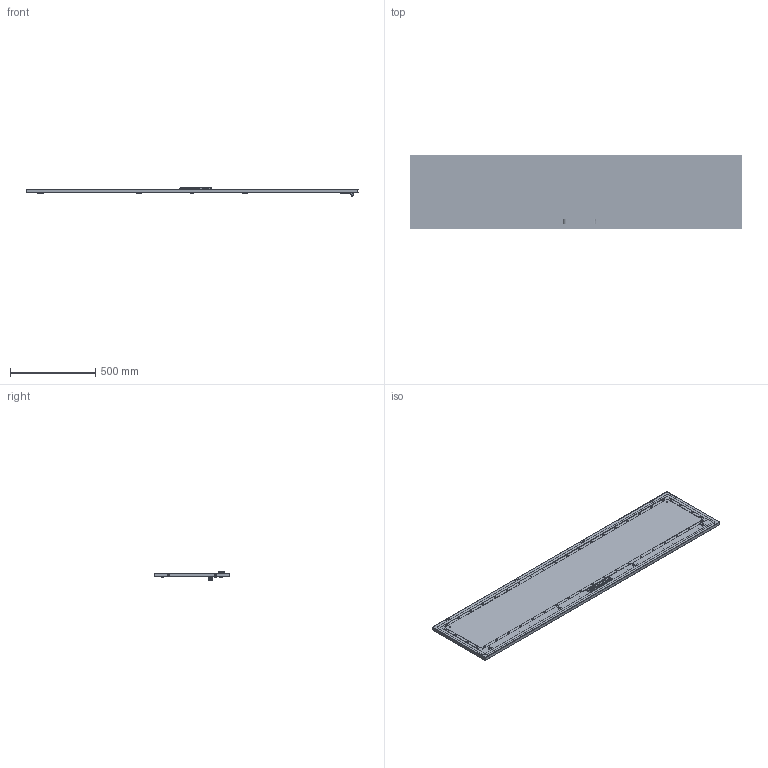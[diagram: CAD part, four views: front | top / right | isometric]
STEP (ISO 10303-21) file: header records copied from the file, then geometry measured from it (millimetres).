
FILE_DESCRIPTION (( 'STEP AP203' ), '1' );
FILE_NAME ('2000x500.step', '2011-02-16T12:08:13', ( 'User' ), ( 'DKC' ), 'SwSTEP 2.0', 'SolidWorks 2010', '' );
FILE_SCHEMA (( 'CONFIG_CONTROL_DESIGN' ));
Products named in the file (33): RAMBLOCK montata modificated_Default; Sviluppo porta laterale_2000x500; sealant for sviluppo porta laterale_2000x500; Montante verticale + Traversa orizzontale interno porta_Montante verticale 2000; AC00C400 Quadro IP55 Guida aste_Default; 2000x500; maniglia RAM BLOCK modificated_AC00C505; ASTINA Superiore_2000; linguetta_AC00C387; distanziale di gomma per RAM BLOCK_Default; hinge AC00C170_Default; Sealing ring; inserto chiave per maniglia RAM BLOCK_AC00C389; Ingranaggio per cariglione modificated_AC00C388; ASTINA Inferiore_2000; basetta esterna_AC00C506; AC00C183_Default; Nut M6_Hexagon Nut ISO - 4034 - M6 - S; Hex Flange Bolt M6x10_ISO 4162 - M6 x 12 x 12-S; AC00C254_Default; end-cap_AC00C061; Çåðêàëüíî îòðàçèòüterminator for door.SLDPRT; Çåðêàëüíî îòðàçèòüterminator for door.SLDPRT1; Çåðêàëüíî îòðàçèòüribattino AC00C377; ribattino AC00C377; boccola AC00C378; Çåðêàëüíî îòðàçèòüboccola AC00C378; terminator for door.SLDPRT; land; Sostegno autoallineante per porta AC00C446; Wood screw 4.2x13_Tapping screw DIN 7049-ST4.2x13-F-H-S; Traversa orizzontale interno porta laterale_500; AC00C184 dado telaio interno porta_Default
Assembly tree (74 placements, depth 3):
  2000x500
    Sostegno autoallineante per porta AC00C446
    Traversa orizzontale interno porta laterale_500  x2
    AC00C400 Quadro IP55 Guida aste_Default  x4
    AC00C183_Default  x4
    Nut M6_Hexagon Nut ISO - 4034 - M6 - S  x4
    land  x12
    hinge AC00C170_Default  x4
    Montante verticale + Traversa orizzontale interno porta_Montante verticale 2000  x2
    Çåðêàëüíî îòðàçèòüterminator for door.SLDPRT1
      Çåðêàëüíî îòðàçèòüribattino AC00C377
      Çåðêàëüíî îòðàçèòüboccola AC00C378
    Hex Flange Bolt M6x10_ISO 4162 - M6 x 12 x 12-S
    Wood screw 4.2x13_Tapping screw DIN 7049-ST4.2x13-F-H-S  x5
    AC00C184 dado telaio interno porta_Default  x6
    AC00C254_Default  x4
    end-cap_AC00C061  x2
    ASTINA Superiore_2000
    terminator for door.SLDPRT  x2
      ribattino AC00C377
      boccola AC00C378
    sealant for sviluppo porta laterale_2000x500
    Sviluppo porta laterale_2000x500
    ASTINA Inferiore_2000
    linguetta_AC00C387
    Çåðêàëüíî îòðàçèòüterminator for door.SLDPRT
      Çåðêàëüíî îòðàçèòüboccola AC00C378
      Çåðêàëüíî îòðàçèòüribattino AC00C377
    distanziale di gomma per RAM BLOCK_Default  x2
    RAMBLOCK montata modificated_Default
      Ingranaggio per cariglione modificated_AC00C388
      maniglia RAM BLOCK modificated_AC00C505
      basetta esterna_AC00C506
      Sealing ring
      inserto chiave per maniglia RAM BLOCK_AC00C389
Bounding box: 1952 x 440 x 52.65 mm (x, y, z)
Volume: 2917649.6 mm3; surface area: 2904583.4 mm2
Topology: 83 solids, 83 shells, 8285 faces, 22964 edges, 14950 vertices
Faces by surface type: bspline 3431, plane 2161, cylinder 2158, cone 469, torus 48, sphere 18
Entity records: 86375 total; most frequent: CARTESIAN_POINT 30607, ORIENTED_EDGE 11292, DIRECTION 9831, EDGE_CURVE 5646, VERTEX_POINT 3624, AXIS2_PLACEMENT_3D 3472, LINE 2887, VECTOR 2887
